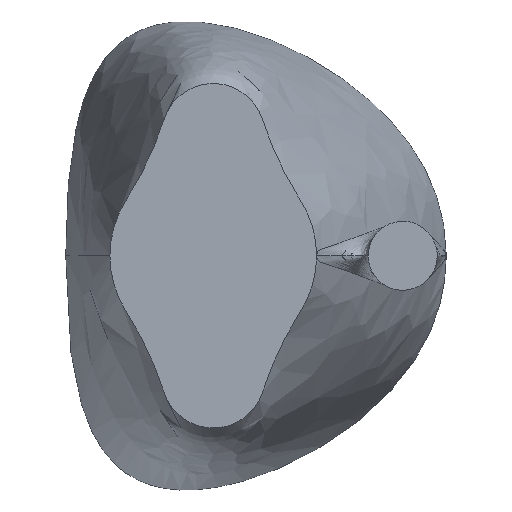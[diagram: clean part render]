
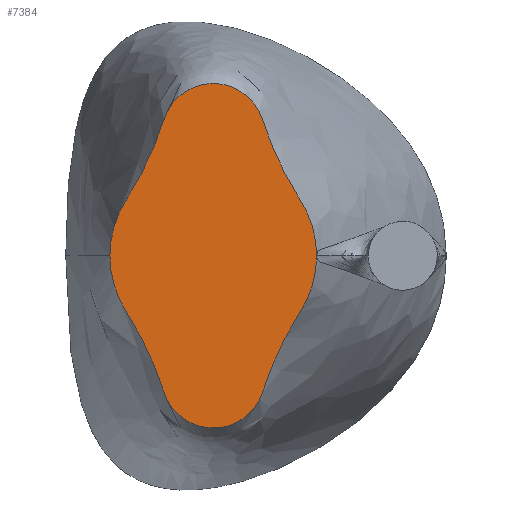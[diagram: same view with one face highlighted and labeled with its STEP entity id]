
A CAD part, left-side view. The second image highlights one B-rep face of the part: STEP entity #7384.
In plain terms, the highlighted planar face has unit normal (-1, 0, 0).
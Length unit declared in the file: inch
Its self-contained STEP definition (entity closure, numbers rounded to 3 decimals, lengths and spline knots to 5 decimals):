
#238 = CARTESIAN_POINT ( 'NONE',  ( 0., 0.71442, -1.97826 ) ) ;
#520 = CARTESIAN_POINT ( 'NONE',  ( 0., -5.47723, -3.5 ) ) ;
#909 = CARTESIAN_POINT ( 'NONE',  ( 0., 0., 0. ) ) ;
#964 = ORIENTED_EDGE ( 'NONE', *, *, #14018, .F. ) ;
#999 = DIRECTION ( 'NONE',  ( 0., 0., -1. ) ) ;
#1262 = VERTEX_POINT ( 'NONE', #14385 ) ;
#1504 = EDGE_CURVE ( 'NONE', #2299, #11506, #10119, .T. ) ;
#1597 = CIRCLE ( 'NONE', #7043, 1.5 ) ;
#1831 = CIRCLE ( 'NONE', #9403, 1.5 ) ;
#2149 = VERTEX_POINT ( 'NONE', #12801 ) ;
#2247 = DIRECTION ( 'NONE',  ( 1., 0., 0. ) ) ;
#2299 = VERTEX_POINT ( 'NONE', #13913 ) ;
#2372 = ORIENTED_EDGE ( 'NONE', *, *, #5668, .T. ) ;
#2542 = CARTESIAN_POINT ( 'NONE',  ( 0., 0., 1.75 ) ) ;
#2819 = DIRECTION ( 'NONE',  ( 1., 0., 0. ) ) ;
#3024 = DIRECTION ( 'NONE',  ( 0., 0., -1. ) ) ;
#3219 = DIRECTION ( 'NONE',  ( 1., 0., 0. ) ) ;
#3337 = ORIENTED_EDGE ( 'NONE', *, *, #1504, .T. ) ;
#3490 = AXIS2_PLACEMENT_3D ( 'NONE', #8310, #12566, #12858 ) ;
#3715 = CIRCLE ( 'NONE', #4906, 5. ) ;
#3794 = CARTESIAN_POINT ( 'NONE',  ( 0., 5.47723, 3.5 ) ) ;
#3960 = CIRCLE ( 'NONE', #10603, 1.5 ) ;
#4129 = EDGE_CURVE ( 'NONE', #2149, #9042, #3960, .T. ) ;
#4613 = CARTESIAN_POINT ( 'NONE',  ( 0., 0., 0. ) ) ;
#4667 = AXIS2_PLACEMENT_3D ( 'NONE', #6491, #3219, #999 ) ;
#4689 = DIRECTION ( 'NONE',  ( 0., 0., -1. ) ) ;
#4757 = CARTESIAN_POINT ( 'NONE',  ( 0., -5.47723, 3.5 ) ) ;
#4761 = DIRECTION ( 'NONE',  ( 1., 0., 0. ) ) ;
#4906 = AXIS2_PLACEMENT_3D ( 'NONE', #4757, #8092, #9284 ) ;
#5378 = CIRCLE ( 'NONE', #11558, 5. ) ;
#5429 = DIRECTION ( 'NONE',  ( 0., 0., -1. ) ) ;
#5592 = CARTESIAN_POINT ( 'NONE',  ( 0., 0.71442, 1.97826 ) ) ;
#5668 = EDGE_CURVE ( 'NONE', #6746, #9042, #9167, .T. ) ;
#5711 = EDGE_LOOP ( 'NONE', ( #8214, #3337, #10237, #2372, #6079, #12543, #12764, #964, #7997, #7184 ) ) ;
#5753 = EDGE_CURVE ( 'NONE', #2299, #6820, #13440, .T. ) ;
#6079 = ORIENTED_EDGE ( 'NONE', *, *, #4129, .F. ) ;
#6491 = CARTESIAN_POINT ( 'NONE',  ( 0., 2.73861, 1.75 ) ) ;
#6515 = DIRECTION ( 'NONE',  ( 1., 0., 0. ) ) ;
#6631 = FACE_OUTER_BOUND ( 'NONE', #5711, .T. ) ;
#6746 = VERTEX_POINT ( 'NONE', #8957 ) ;
#6820 = VERTEX_POINT ( 'NONE', #7919 ) ;
#6843 = DIRECTION ( 'NONE',  ( 1., 0., 0. ) ) ;
#6993 = DIRECTION ( 'NONE',  ( 1., 0., 0. ) ) ;
#7043 = AXIS2_PLACEMENT_3D ( 'NONE', #4613, #6843, #11531 ) ;
#7063 = DIRECTION ( 'NONE',  ( 0., 0., -1. ) ) ;
#7184 = ORIENTED_EDGE ( 'NONE', *, *, #14200, .F. ) ;
#7271 = CIRCLE ( 'NONE', #10363, 0.75 ) ;
#7384 = ADVANCED_FACE ( 'NONE', ( #6631 ), #11990, .F. ) ;
#7565 = CARTESIAN_POINT ( 'NONE',  ( 0., 1.26398, 0.80769 ) ) ;
#7853 = VERTEX_POINT ( 'NONE', #5592 ) ;
#7919 = CARTESIAN_POINT ( 'NONE',  ( 0., 1.5, 0. ) ) ;
#7997 = ORIENTED_EDGE ( 'NONE', *, *, #11840, .T. ) ;
#8021 = DIRECTION ( 'NONE',  ( 0., 0., -1. ) ) ;
#8092 = DIRECTION ( 'NONE',  ( -1., 0., 0. ) ) ;
#8214 = ORIENTED_EDGE ( 'NONE', *, *, #5753, .F. ) ;
#8310 = CARTESIAN_POINT ( 'NONE',  ( 0., 0., -1.75 ) ) ;
#8443 = DIRECTION ( 'NONE',  ( 0., 0., -1. ) ) ;
#8450 = CIRCLE ( 'NONE', #3490, 0.75 ) ;
#8957 = CARTESIAN_POINT ( 'NONE',  ( 0., -0.71442, -1.97826 ) ) ;
#9042 = VERTEX_POINT ( 'NONE', #14406 ) ;
#9167 = CIRCLE ( 'NONE', #12740, 5. ) ;
#9284 = DIRECTION ( 'NONE',  ( 0., 0., 1. ) ) ;
#9287 = CARTESIAN_POINT ( 'NONE',  ( 0., 0., 0. ) ) ;
#9336 = VERTEX_POINT ( 'NONE', #7565 ) ;
#9403 = AXIS2_PLACEMENT_3D ( 'NONE', #9287, #2247, #7063 ) ;
#9555 = VERTEX_POINT ( 'NONE', #11438 ) ;
#9628 = CARTESIAN_POINT ( 'NONE',  ( 0., 5.47723, -3.5 ) ) ;
#10119 = CIRCLE ( 'NONE', #13918, 5. ) ;
#10237 = ORIENTED_EDGE ( 'NONE', *, *, #12026, .F. ) ;
#10363 = AXIS2_PLACEMENT_3D ( 'NONE', #2542, #4761, #4689 ) ;
#10603 = AXIS2_PLACEMENT_3D ( 'NONE', #909, #13527, #5429 ) ;
#10840 = DIRECTION ( 'NONE',  ( 1., 0., 0. ) ) ;
#11080 = AXIS2_PLACEMENT_3D ( 'NONE', #12031, #2819, #11884 ) ;
#11438 = CARTESIAN_POINT ( 'NONE',  ( 0., -1.26398, 0.80769 ) ) ;
#11506 = VERTEX_POINT ( 'NONE', #238 ) ;
#11531 = DIRECTION ( 'NONE',  ( 0., 0., -1. ) ) ;
#11558 = AXIS2_PLACEMENT_3D ( 'NONE', #3794, #6993, #8021 ) ;
#11579 = EDGE_CURVE ( 'NONE', #1262, #9555, #3715, .T. ) ;
#11840 = EDGE_CURVE ( 'NONE', #7853, #9336, #5378, .T. ) ;
#11884 = DIRECTION ( 'NONE',  ( 0., 0., -1. ) ) ;
#11990 = PLANE ( 'NONE',  #4667 ) ;
#12026 = EDGE_CURVE ( 'NONE', #6746, #11506, #8450, .T. ) ;
#12031 = CARTESIAN_POINT ( 'NONE',  ( 0., 0., 0. ) ) ;
#12474 = EDGE_CURVE ( 'NONE', #9555, #2149, #1597, .T. ) ;
#12543 = ORIENTED_EDGE ( 'NONE', *, *, #12474, .F. ) ;
#12566 = DIRECTION ( 'NONE',  ( 1., 0., 0. ) ) ;
#12740 = AXIS2_PLACEMENT_3D ( 'NONE', #520, #10840, #8443 ) ;
#12764 = ORIENTED_EDGE ( 'NONE', *, *, #11579, .F. ) ;
#12801 = CARTESIAN_POINT ( 'NONE',  ( 0., -1.5, 0. ) ) ;
#12858 = DIRECTION ( 'NONE',  ( 0., 0., -1. ) ) ;
#13440 = CIRCLE ( 'NONE', #11080, 1.5 ) ;
#13527 = DIRECTION ( 'NONE',  ( 1., 0., 0. ) ) ;
#13913 = CARTESIAN_POINT ( 'NONE',  ( 0., 1.26398, -0.80769 ) ) ;
#13918 = AXIS2_PLACEMENT_3D ( 'NONE', #9628, #6515, #3024 ) ;
#14018 = EDGE_CURVE ( 'NONE', #7853, #1262, #7271, .T. ) ;
#14200 = EDGE_CURVE ( 'NONE', #6820, #9336, #1831, .T. ) ;
#14385 = CARTESIAN_POINT ( 'NONE',  ( 0., -0.71442, 1.97826 ) ) ;
#14406 = CARTESIAN_POINT ( 'NONE',  ( 0., -1.26398, -0.80769 ) ) ;
